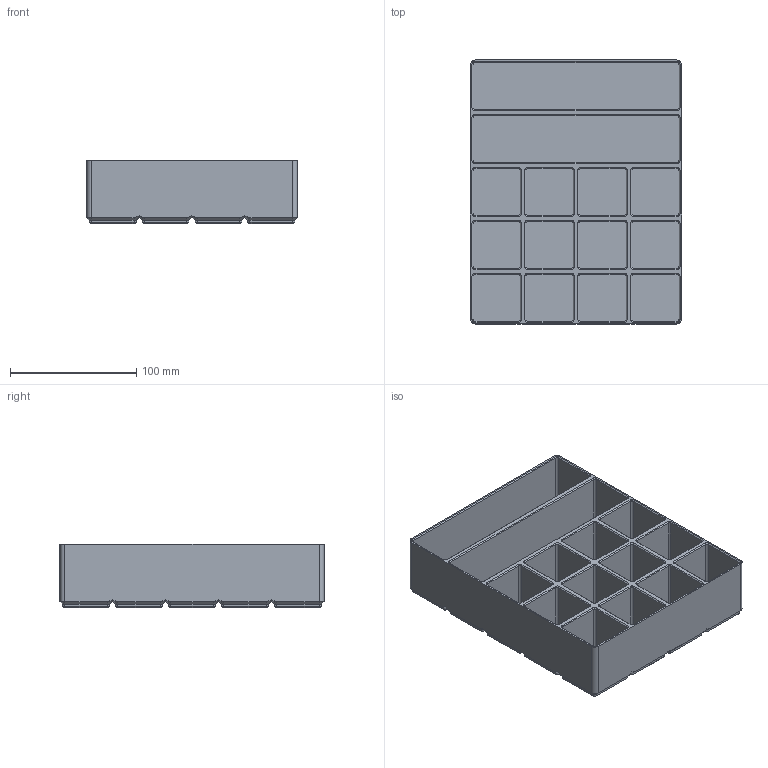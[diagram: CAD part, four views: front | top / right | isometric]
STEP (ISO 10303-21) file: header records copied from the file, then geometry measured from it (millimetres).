
FILE_DESCRIPTION(('Creo Elements/Direct Modeling STEP Export'),'2;1');
FILE_NAME('Gridfinity-4x5x50-06.stp','2022-11-14T17:25:18',(''),(''),'Creo Elements/Direct Modeling STEP processor for AP214 (Solid Model)','Creo Elements/Direct Modeling 20.3A 20-Jun-2020 (C) Parametric Technology GmbH','');
FILE_SCHEMA(('AUTOMOTIVE_DESIGN { 1 0 10303 214 1 1 1 1 }'));
Length unit declared in the file: millimetre
Products named in the file (2): 4x5x50-06
Assembly tree (1 placements, depth 2):
  4x5x50-06
    4x5x50-06
Bounding box: 167.5 x 209.5 x 50 mm (x, y, z)
Volume: 464107.8 mm3; surface area: 228218.2 mm2
Topology: 1 solids, 1 shells, 1227 faces, 2639 edges, 1588 vertices
Faces by surface type: plane 551, cylinder 460, cone 216
Entity records: 36522 total; most frequent: CARTESIAN_POINT 10574, DIRECTION 5349, ORIENTED_EDGE 5278, EDGE_CURVE 2639, AXIS2_PLACEMENT_3D 1928, VERTEX_POINT 1588, VECTOR 1493, LINE 1493
